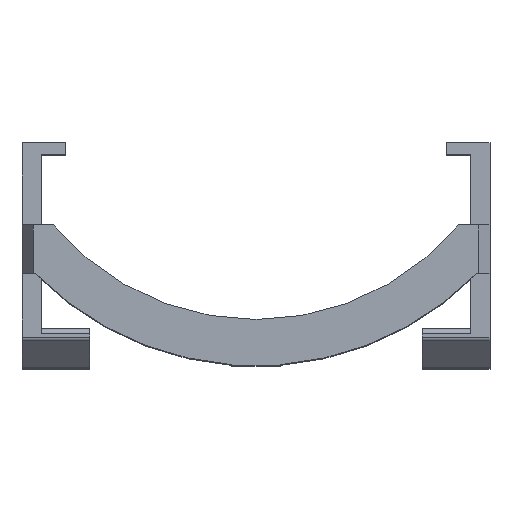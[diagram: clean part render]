
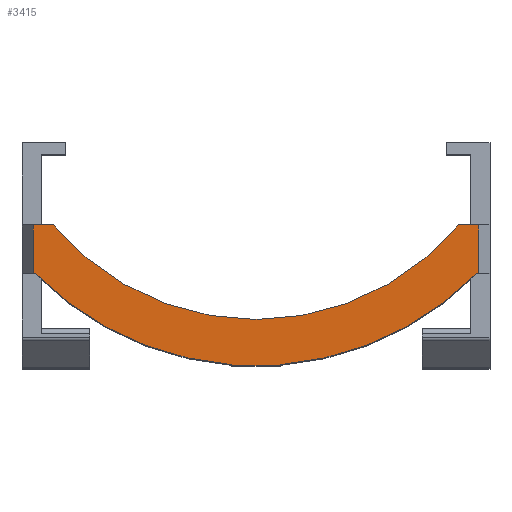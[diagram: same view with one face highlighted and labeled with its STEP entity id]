
A CAD part, top view. The second image highlights one B-rep face of the part: STEP entity #3415.
In plain terms, the highlighted planar face has unit normal (0, 0, 1).
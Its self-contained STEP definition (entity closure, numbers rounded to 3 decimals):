
#74 = CARTESIAN_POINT ( 'NONE',  ( -1., -5.761, 9.5 ) ) ;
#85 = CARTESIAN_POINT ( 'NONE',  ( -9.1, -2., 9.5 ) ) ;
#114 = CARTESIAN_POINT ( 'NONE',  ( -8.353, 0., 9.5 ) ) ;
#115 = CARTESIAN_POINT ( 'NONE',  ( 9.195, 0., 9.5 ) ) ;
#125 = CARTESIAN_POINT ( 'NONE',  ( -9.195, 0., 9.5 ) ) ;
#129 = CARTESIAN_POINT ( 'NONE',  ( -9.195, -2., 9.5 ) ) ;
#159 = CARTESIAN_POINT ( 'NONE',  ( 8.353, 0., 9.5 ) ) ;
#160 = CARTESIAN_POINT ( 'NONE',  ( 1., -5.761, 9.5 ) ) ;
#164 = CARTESIAN_POINT ( 'NONE',  ( -1., -5.8, 9.5 ) ) ;
#168 = CARTESIAN_POINT ( 'NONE',  ( 9.1, -2., 9.5 ) ) ;
#173 = CARTESIAN_POINT ( 'NONE',  ( 1., -5.8, 9.5 ) ) ;
#175 = CARTESIAN_POINT ( 'NONE',  ( 9.195, -2., 9.5 ) ) ;
#233 = EDGE_LOOP ( 'NONE', ( #504, #477, #495, #472, #486, #490, #505, #454, #457, #474, #468, #513 ) ) ;
#454 = ORIENTED_EDGE ( 'NONE', *, *, #3399, .F. ) ;
#457 = ORIENTED_EDGE ( 'NONE', *, *, #2589, .T. ) ;
#468 = ORIENTED_EDGE ( 'NONE', *, *, #2597, .F. ) ;
#472 = ORIENTED_EDGE ( 'NONE', *, *, #2813, .F. ) ;
#474 = ORIENTED_EDGE ( 'NONE', *, *, #2607, .F. ) ;
#477 = ORIENTED_EDGE ( 'NONE', *, *, #2848, .F. ) ;
#486 = ORIENTED_EDGE ( 'NONE', *, *, #2581, .F. ) ;
#490 = ORIENTED_EDGE ( 'NONE', *, *, #2776, .F. ) ;
#495 = ORIENTED_EDGE ( 'NONE', *, *, #2624, .F. ) ;
#504 = ORIENTED_EDGE ( 'NONE', *, *, #3385, .T. ) ;
#505 = ORIENTED_EDGE ( 'NONE', *, *, #2751, .F. ) ;
#513 = ORIENTED_EDGE ( 'NONE', *, *, #2616, .F. ) ;
#966 = VERTEX_POINT ( 'NONE', #85 ) ;
#975 = VERTEX_POINT ( 'NONE', #125 ) ;
#977 = VERTEX_POINT ( 'NONE', #129 ) ;
#1008 = VERTEX_POINT ( 'NONE', #74 ) ;
#1016 = VERTEX_POINT ( 'NONE', #115 ) ;
#1022 = VERTEX_POINT ( 'NONE', #114 ) ;
#1035 = VERTEX_POINT ( 'NONE', #173 ) ;
#1037 = VERTEX_POINT ( 'NONE', #175 ) ;
#1040 = VERTEX_POINT ( 'NONE', #164 ) ;
#1082 = VERTEX_POINT ( 'NONE', #160 ) ;
#1083 = VERTEX_POINT ( 'NONE', #168 ) ;
#1084 = VERTEX_POINT ( 'NONE', #159 ) ;
#1380 = DIRECTION ( 'NONE',  ( 0., 1., 0. ) ) ;
#1389 = CARTESIAN_POINT ( 'NONE',  ( 9.195, -4.4, 9.5 ) ) ;
#1394 = LINE ( 'NONE', #1389, #3281 ) ;
#1479 = LINE ( 'NONE', #1497, #3288 ) ;
#1493 = DIRECTION ( 'NONE',  ( 0., 1., 0. ) ) ;
#1497 = CARTESIAN_POINT ( 'NONE',  ( -1., -5.8, 9.5 ) ) ;
#1518 = DIRECTION ( 'NONE',  ( 0., 0., 1. ) ) ;
#1524 = DIRECTION ( 'NONE',  ( 1., 0., 0. ) ) ;
#1539 = FACE_OUTER_BOUND ( 'NONE', #233, .T. ) ;
#1541 = PLANE ( 'NONE',  #3296 ) ;
#1542 = CARTESIAN_POINT ( 'NONE',  ( -9.65, -5.8, 9.5 ) ) ;
#1574 = CARTESIAN_POINT ( 'NONE',  ( -9.195, -4.4, 9.5 ) ) ;
#1590 = DIRECTION ( 'NONE',  ( 0., 1., 0. ) ) ;
#1601 = LINE ( 'NONE', #1619, #2907 ) ;
#1603 = LINE ( 'NONE', #1574, #2898 ) ;
#1619 = CARTESIAN_POINT ( 'NONE',  ( -9.65, -5.8, 9.5 ) ) ;
#1622 = DIRECTION ( 'NONE',  ( 1., 0., 0. ) ) ;
#1628 = DIRECTION ( 'NONE',  ( 1., 0., 0. ) ) ;
#1630 = DIRECTION ( 'NONE',  ( 0., 0., -1. ) ) ;
#1635 = LINE ( 'NONE', #1659, #2878 ) ;
#1638 = CARTESIAN_POINT ( 'NONE',  ( 0., 6.996, 9.5 ) ) ;
#1659 = CARTESIAN_POINT ( 'NONE',  ( 1., -5.8, 9.5 ) ) ;
#1672 = DIRECTION ( 'NONE',  ( 0., -1., 0. ) ) ;
#1676 = LINE ( 'NONE', #1678, #2942 ) ;
#1678 = CARTESIAN_POINT ( 'NONE',  ( 9.1, -2., 9.5 ) ) ;
#1693 = DIRECTION ( 'NONE',  ( -1., 0., 0. ) ) ;
#1705 = DIRECTION ( 'NONE',  ( 1., 0., 0. ) ) ;
#1707 = DIRECTION ( 'NONE',  ( 0., 0., 1. ) ) ;
#1739 = CARTESIAN_POINT ( 'NONE',  ( 0., 6.996, 9.5 ) ) ;
#2088 = CARTESIAN_POINT ( 'NONE',  ( 0., 6.996, 9.5 ) ) ;
#2092 = DIRECTION ( 'NONE',  ( 0., 0., -1. ) ) ;
#2098 = DIRECTION ( 'NONE',  ( 1., 0., 0. ) ) ;
#2165 = CARTESIAN_POINT ( 'NONE',  ( -9.1, -2., 9.5 ) ) ;
#2169 = LINE ( 'NONE', #2165, #3112 ) ;
#2170 = DIRECTION ( 'NONE',  ( -1., 0., 0. ) ) ;
#2278 = LINE ( 'NONE', #2297, #3175 ) ;
#2282 = DIRECTION ( 'NONE',  ( 1., 0., 0. ) ) ;
#2297 = CARTESIAN_POINT ( 'NONE',  ( -9.65, 0., 9.5 ) ) ;
#2412 = LINE ( 'NONE', #2417, #3198 ) ;
#2417 = CARTESIAN_POINT ( 'NONE',  ( -9.65, 0., 9.5 ) ) ;
#2424 = DIRECTION ( 'NONE',  ( 1., 0., 0. ) ) ;
#2581 = EDGE_CURVE ( 'NONE', #977, #975, #1603, .T. ) ;
#2589 = EDGE_CURVE ( 'NONE', #1040, #1035, #1601, .T. ) ;
#2597 = EDGE_CURVE ( 'NONE', #1083, #1082, #2877, .T. ) ;
#2607 = EDGE_CURVE ( 'NONE', #1082, #1035, #1635, .T. ) ;
#2616 = EDGE_CURVE ( 'NONE', #1037, #1083, #1676, .T. ) ;
#2624 = EDGE_CURVE ( 'NONE', #1022, #1084, #2928, .T. ) ;
#2751 = EDGE_CURVE ( 'NONE', #1008, #966, #3100, .T. ) ;
#2776 = EDGE_CURVE ( 'NONE', #966, #977, #2169, .T. ) ;
#2813 = EDGE_CURVE ( 'NONE', #975, #1022, #2278, .T. ) ;
#2848 = EDGE_CURVE ( 'NONE', #1084, #1016, #2412, .T. ) ;
#2877 = CIRCLE ( 'NONE', #2911, 12.796 ) ;
#2878 = VECTOR ( 'NONE', #1672, 1000. ) ;
#2898 = VECTOR ( 'NONE', #1590, 1000. ) ;
#2907 = VECTOR ( 'NONE', #1622, 1000. ) ;
#2911 = AXIS2_PLACEMENT_3D ( 'NONE', #1638, #1630, #1628 ) ;
#2928 = CIRCLE ( 'NONE', #2936, 10.896 ) ;
#2936 = AXIS2_PLACEMENT_3D ( 'NONE', #1739, #1707, #1705 ) ;
#2942 = VECTOR ( 'NONE', #1693, 1000. ) ;
#3087 = AXIS2_PLACEMENT_3D ( 'NONE', #2088, #2092, #2098 ) ;
#3100 = CIRCLE ( 'NONE', #3087, 12.796 ) ;
#3112 = VECTOR ( 'NONE', #2170, 1000. ) ;
#3175 = VECTOR ( 'NONE', #2282, 1000. ) ;
#3198 = VECTOR ( 'NONE', #2424, 1000. ) ;
#3281 = VECTOR ( 'NONE', #1380, 1000. ) ;
#3288 = VECTOR ( 'NONE', #1493, 1000. ) ;
#3296 = AXIS2_PLACEMENT_3D ( 'NONE', #1542, #1518, #1524 ) ;
#3385 = EDGE_CURVE ( 'NONE', #1037, #1016, #1394, .T. ) ;
#3399 = EDGE_CURVE ( 'NONE', #1040, #1008, #1479, .T. ) ;
#3415 = ADVANCED_FACE ( 'NONE', ( #1539 ), #1541, .T. ) ;
